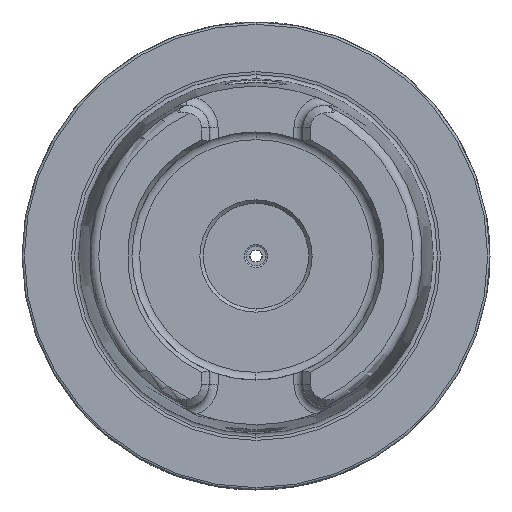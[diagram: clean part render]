
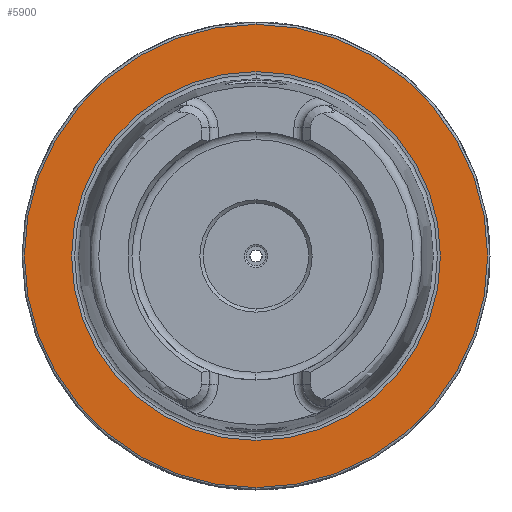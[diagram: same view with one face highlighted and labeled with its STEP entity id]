
A CAD part, left-side view. The second image highlights one B-rep face of the part: STEP entity #5900.
In plain terms, the highlighted planar face has unit normal (-1, 0, 0).
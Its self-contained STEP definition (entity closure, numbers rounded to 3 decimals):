
#101 = VERTEX_POINT ( 'NONE', #10179 ) ;
#117 = VERTEX_POINT ( 'NONE', #10111 ) ;
#183 = VERTEX_POINT ( 'NONE', #9871 ) ;
#216 = VERTEX_POINT ( 'NONE', #9667 ) ;
#620 = FACE_OUTER_BOUND ( 'NONE', #3210, .T. ) ;
#623 = FACE_BOUND ( 'NONE', #3216, .T. ) ;
#951 = DIRECTION ( 'NONE',  ( 0., 0., 1. ) ) ;
#952 = DIRECTION ( 'NONE',  ( -1., 0., 0. ) ) ;
#964 = CARTESIAN_POINT ( 'NONE',  ( 0., 0., 0. ) ) ;
#980 = DIRECTION ( 'NONE',  ( 0., 0., 1. ) ) ;
#981 = DIRECTION ( 'NONE',  ( -1., 0., 0. ) ) ;
#982 = CARTESIAN_POINT ( 'NONE',  ( 0., 0., 0. ) ) ;
#2427 = DIRECTION ( 'NONE',  ( 0., 0., 1. ) ) ;
#2428 = DIRECTION ( 'NONE',  ( -1., 0., 0. ) ) ;
#2429 = CARTESIAN_POINT ( 'NONE',  ( 0., 0., 0. ) ) ;
#2431 = DIRECTION ( 'NONE',  ( 0., 0., 1. ) ) ;
#2432 = DIRECTION ( 'NONE',  ( -1., 0., 0. ) ) ;
#2433 = CARTESIAN_POINT ( 'NONE',  ( 0., 0., 0. ) ) ;
#3210 = EDGE_LOOP ( 'NONE', ( #7928, #7929 ) ) ;
#3216 = EDGE_LOOP ( 'NONE', ( #7926, #7927 ) ) ;
#4164 = AXIS2_PLACEMENT_3D ( 'NONE', #6720, #6728, #6729 ) ;
#4655 = EDGE_CURVE ( 'NONE', #183, #117, #7562, .T. ) ;
#4656 = EDGE_CURVE ( 'NONE', #101, #216, #7564, .T. ) ;
#4798 = EDGE_CURVE ( 'NONE', #117, #183, #7445, .T. ) ;
#4802 = EDGE_CURVE ( 'NONE', #216, #101, #7440, .T. ) ;
#4869 = AXIS2_PLACEMENT_3D ( 'NONE', #982, #981, #980 ) ;
#4871 = AXIS2_PLACEMENT_3D ( 'NONE', #964, #952, #951 ) ;
#4920 = AXIS2_PLACEMENT_3D ( 'NONE', #2429, #2428, #2427 ) ;
#4921 = AXIS2_PLACEMENT_3D ( 'NONE', #2433, #2432, #2431 ) ;
#5900 = ADVANCED_FACE ( 'NONE', ( #623, #620 ), #6726, .F. ) ;
#6720 = CARTESIAN_POINT ( 'NONE',  ( 0., 49.5, 0. ) ) ;
#6726 = PLANE ( 'NONE',  #4164 ) ;
#6728 = DIRECTION ( 'NONE',  ( 1., 0., 0. ) ) ;
#6729 = DIRECTION ( 'NONE',  ( 0., 0., -1. ) ) ;
#7440 = CIRCLE ( 'NONE', #4869, 39.405 ) ;
#7445 = CIRCLE ( 'NONE', #4871, 49.5 ) ;
#7562 = CIRCLE ( 'NONE', #4921, 49.5 ) ;
#7564 = CIRCLE ( 'NONE', #4920, 39.405 ) ;
#7926 = ORIENTED_EDGE ( 'NONE', *, *, #4656, .F. ) ;
#7927 = ORIENTED_EDGE ( 'NONE', *, *, #4802, .F. ) ;
#7928 = ORIENTED_EDGE ( 'NONE', *, *, #4798, .T. ) ;
#7929 = ORIENTED_EDGE ( 'NONE', *, *, #4655, .T. ) ;
#9667 = CARTESIAN_POINT ( 'NONE',  ( 0., 0., -39.405 ) ) ;
#9871 = CARTESIAN_POINT ( 'NONE',  ( 0., 0., -49.5 ) ) ;
#10111 = CARTESIAN_POINT ( 'NONE',  ( 0., 0., 49.5 ) ) ;
#10179 = CARTESIAN_POINT ( 'NONE',  ( 0., 0., 39.405 ) ) ;
